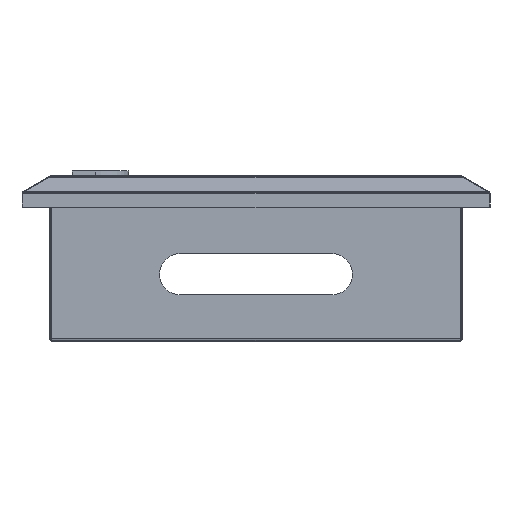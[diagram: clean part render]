
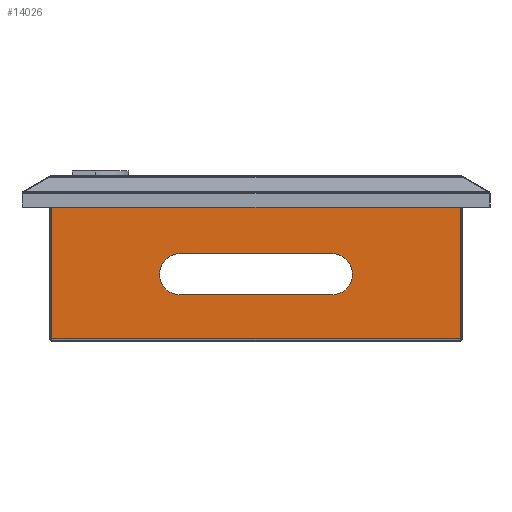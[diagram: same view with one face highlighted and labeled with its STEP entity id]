
A CAD part, front view. The second image highlights one B-rep face of the part: STEP entity #14026.
In plain terms, the highlighted planar face has unit normal (0, -1, 0).
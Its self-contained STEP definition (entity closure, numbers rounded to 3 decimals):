
#1522 = CARTESIAN_POINT ( 'NONE',  ( -148.24, -240.32, 115.84 ) ) ;
#1771 = CARTESIAN_POINT ( 'NONE',  ( 148.24, -240.32, 1. ) ) ;
#2844 = ORIENTED_EDGE ( 'NONE', *, *, #20764, .T. ) ;
#2891 = FACE_BOUND ( 'NONE', #19503, .T. ) ;
#3075 = ORIENTED_EDGE ( 'NONE', *, *, #30334, .T. ) ;
#3227 = DIRECTION ( 'NONE',  ( 0., 1., 0. ) ) ;
#3391 = AXIS2_PLACEMENT_3D ( 'NONE', #24325, #29716, #19135 ) ;
#3399 = CARTESIAN_POINT ( 'NONE',  ( 100., -240.32, 98.29 ) ) ;
#3602 = AXIS2_PLACEMENT_3D ( 'NONE', #14163, #30818, #19347 ) ;
#3756 = DIRECTION ( 'NONE',  ( 0., 0., -1. ) ) ;
#4136 = DIRECTION ( 'NONE',  ( 0., 1., 0. ) ) ;
#4979 = CARTESIAN_POINT ( 'NONE',  ( -148.24, -240.32, 1. ) ) ;
#5178 = CARTESIAN_POINT ( 'NONE',  ( -100., -240.32, 98.29 ) ) ;
#5327 = VERTEX_POINT ( 'NONE', #1771 ) ;
#5494 = EDGE_CURVE ( 'NONE', #15703, #26445, #14096, .T. ) ;
#5928 = CIRCLE ( 'NONE', #25869, 3.25 ) ;
#5978 = CARTESIAN_POINT ( 'NONE',  ( 0., -240.32, 62.824 ) ) ;
#6103 = LINE ( 'NONE', #11637, #25837 ) ;
#6256 = EDGE_CURVE ( 'NONE', #31702, #7753, #12519, .T. ) ;
#6449 = DIRECTION ( 'NONE',  ( 0., 0., 1. ) ) ;
#6969 = CARTESIAN_POINT ( 'NONE',  ( 142.745, -240.32, 115.84 ) ) ;
#7360 = VECTOR ( 'NONE', #33720, 1000. ) ;
#7373 = CARTESIAN_POINT ( 'NONE',  ( 55., -240.32, 32.824 ) ) ;
#7753 = VERTEX_POINT ( 'NONE', #27712 ) ;
#8054 = DIRECTION ( 'NONE',  ( 0., 0., 1. ) ) ;
#8349 = VERTEX_POINT ( 'NONE', #30875 ) ;
#8632 = DIRECTION ( 'NONE',  ( -1., 0., 0. ) ) ;
#9992 = EDGE_CURVE ( 'NONE', #5327, #26445, #29806, .T. ) ;
#10128 = VERTEX_POINT ( 'NONE', #14213 ) ;
#10457 = AXIS2_PLACEMENT_3D ( 'NONE', #31945, #10796, #18628 ) ;
#10609 = EDGE_CURVE ( 'NONE', #16164, #8349, #18995, .T. ) ;
#10796 = DIRECTION ( 'NONE',  ( 0., 1., 0. ) ) ;
#11086 = VECTOR ( 'NONE', #31156, 1000. ) ;
#11579 = CARTESIAN_POINT ( 'NONE',  ( -100., -240.32, 104.79 ) ) ;
#11623 = VERTEX_POINT ( 'NONE', #29567 ) ;
#11637 = CARTESIAN_POINT ( 'NONE',  ( 135.745, -240.32, 112.107 ) ) ;
#11644 = ORIENTED_EDGE ( 'NONE', *, *, #27533, .T. ) ;
#11759 = CARTESIAN_POINT ( 'NONE',  ( -148.24, -240.32, 115.84 ) ) ;
#11844 = CARTESIAN_POINT ( 'NONE',  ( -100., -240.32, 101.54 ) ) ;
#12013 = LINE ( 'NONE', #33806, #11086 ) ;
#12519 = CIRCLE ( 'NONE', #25630, 15. ) ;
#12667 = DIRECTION ( 'NONE',  ( 0., -1., 0. ) ) ;
#13117 = EDGE_CURVE ( 'NONE', #31702, #8349, #33137, .T. ) ;
#13332 = DIRECTION ( 'NONE',  ( -1., 0., 0. ) ) ;
#13421 = FACE_OUTER_BOUND ( 'NONE', #29436, .T. ) ;
#13559 = CARTESIAN_POINT ( 'NONE',  ( -148.24, -240.32, 0. ) ) ;
#13961 = ORIENTED_EDGE ( 'NONE', *, *, #20439, .T. ) ;
#13985 = EDGE_CURVE ( 'NONE', #16164, #7753, #33099, .T. ) ;
#14026 = ADVANCED_FACE ( 'NONE', ( #27572, #21625, #13421, #2891 ), #24500, .F. ) ;
#14096 = LINE ( 'NONE', #13559, #30778 ) ;
#14163 = CARTESIAN_POINT ( 'NONE',  ( 55., -240.32, 47.824 ) ) ;
#14213 = CARTESIAN_POINT ( 'NONE',  ( 148.24, -240.32, 115.84 ) ) ;
#14406 = AXIS2_PLACEMENT_3D ( 'NONE', #16958, #3227, #27363 ) ;
#14460 = LINE ( 'NONE', #29747, #17079 ) ;
#15703 = VERTEX_POINT ( 'NONE', #34726 ) ;
#16035 = ORIENTED_EDGE ( 'NONE', *, *, #6256, .F. ) ;
#16164 = VERTEX_POINT ( 'NONE', #7373 ) ;
#16410 = ORIENTED_EDGE ( 'NONE', *, *, #30249, .T. ) ;
#16958 = CARTESIAN_POINT ( 'NONE',  ( 100., -240.32, 101.54 ) ) ;
#16966 = DIRECTION ( 'NONE',  ( 0., 0., 1. ) ) ;
#17079 = VECTOR ( 'NONE', #6449, 1000. ) ;
#17315 = CARTESIAN_POINT ( 'NONE',  ( -55., -240.32, 62.824 ) ) ;
#17709 = VERTEX_POINT ( 'NONE', #3399 ) ;
#18167 = VECTOR ( 'NONE', #8632, 1000. ) ;
#18315 = EDGE_CURVE ( 'NONE', #25061, #28061, #33840, .T. ) ;
#18341 = ORIENTED_EDGE ( 'NONE', *, *, #13117, .T. ) ;
#18391 = CIRCLE ( 'NONE', #14406, 3.25 ) ;
#18628 = DIRECTION ( 'NONE',  ( 0., 0., 1. ) ) ;
#18689 = VECTOR ( 'NONE', #35084, 1000. ) ;
#18749 = EDGE_CURVE ( 'NONE', #17709, #28228, #5928, .T. ) ;
#18829 = VERTEX_POINT ( 'NONE', #5178 ) ;
#18859 = CARTESIAN_POINT ( 'NONE',  ( 0., -240.32, 1. ) ) ;
#18995 = CIRCLE ( 'NONE', #3602, 15. ) ;
#19090 = DIRECTION ( 'NONE',  ( 0., 1., 0. ) ) ;
#19102 = DIRECTION ( 'NONE',  ( 0., 0., -1. ) ) ;
#19135 = DIRECTION ( 'NONE',  ( 0., 0., 1. ) ) ;
#19347 = DIRECTION ( 'NONE',  ( 0., 0., -1. ) ) ;
#19503 = EDGE_LOOP ( 'NONE', ( #18341, #34535, #29191, #16035 ) ) ;
#19648 = DIRECTION ( 'NONE',  ( 0., 0., 1. ) ) ;
#20111 = LINE ( 'NONE', #11759, #23322 ) ;
#20439 = EDGE_CURVE ( 'NONE', #33195, #25061, #12013, .T. ) ;
#20764 = EDGE_CURVE ( 'NONE', #28061, #11623, #6103, .T. ) ;
#21625 = FACE_BOUND ( 'NONE', #33834, .T. ) ;
#22319 = CARTESIAN_POINT ( 'NONE',  ( -100., -240.32, 101.54 ) ) ;
#22867 = ORIENTED_EDGE ( 'NONE', *, *, #18749, .T. ) ;
#23322 = VECTOR ( 'NONE', #28374, 1000. ) ;
#24325 = CARTESIAN_POINT ( 'NONE',  ( 0., -240.32, 0. ) ) ;
#24500 = PLANE ( 'NONE',  #3391 ) ;
#24804 = CARTESIAN_POINT ( 'NONE',  ( 135.745, -240.32, 112.107 ) ) ;
#25061 = VERTEX_POINT ( 'NONE', #32959 ) ;
#25268 = ORIENTED_EDGE ( 'NONE', *, *, #32444, .T. ) ;
#25630 = AXIS2_PLACEMENT_3D ( 'NONE', #31811, #12667, #3756 ) ;
#25651 = LINE ( 'NONE', #1522, #7360 ) ;
#25826 = CIRCLE ( 'NONE', #29288, 3.25 ) ;
#25837 = VECTOR ( 'NONE', #16966, 1000. ) ;
#25869 = AXIS2_PLACEMENT_3D ( 'NONE', #27526, #19090, #8054 ) ;
#26445 = VERTEX_POINT ( 'NONE', #4979 ) ;
#26686 = EDGE_CURVE ( 'NONE', #11623, #15703, #25651, .T. ) ;
#26847 = EDGE_CURVE ( 'NONE', #10128, #33195, #20111, .T. ) ;
#27214 = ORIENTED_EDGE ( 'NONE', *, *, #9992, .F. ) ;
#27363 = DIRECTION ( 'NONE',  ( 0., 0., 1. ) ) ;
#27526 = CARTESIAN_POINT ( 'NONE',  ( 100., -240.32, 101.54 ) ) ;
#27533 = EDGE_CURVE ( 'NONE', #5327, #10128, #14460, .T. ) ;
#27572 = FACE_BOUND ( 'NONE', #32807, .T. ) ;
#27712 = CARTESIAN_POINT ( 'NONE',  ( -55., -240.32, 32.824 ) ) ;
#27749 = CARTESIAN_POINT ( 'NONE',  ( 0., -240.32, 32.824 ) ) ;
#28061 = VERTEX_POINT ( 'NONE', #24804 ) ;
#28228 = VERTEX_POINT ( 'NONE', #30901 ) ;
#28374 = DIRECTION ( 'NONE',  ( -1., 0., 0. ) ) ;
#29191 = ORIENTED_EDGE ( 'NONE', *, *, #13985, .T. ) ;
#29288 = AXIS2_PLACEMENT_3D ( 'NONE', #22319, #33257, #19648 ) ;
#29299 = VECTOR ( 'NONE', #13332, 1000. ) ;
#29373 = VERTEX_POINT ( 'NONE', #11579 ) ;
#29436 = EDGE_LOOP ( 'NONE', ( #31874, #13961, #32666, #2844, #31816, #33162, #27214, #11644 ) ) ;
#29567 = CARTESIAN_POINT ( 'NONE',  ( 135.745, -240.32, 115.84 ) ) ;
#29716 = DIRECTION ( 'NONE',  ( 0., 1., 0. ) ) ;
#29747 = CARTESIAN_POINT ( 'NONE',  ( 148.24, -240.32, 115.84 ) ) ;
#29806 = LINE ( 'NONE', #18859, #29299 ) ;
#30249 = EDGE_CURVE ( 'NONE', #28228, #17709, #18391, .T. ) ;
#30334 = EDGE_CURVE ( 'NONE', #29373, #18829, #25826, .T. ) ;
#30637 = DIRECTION ( 'NONE',  ( 0., 0., 1. ) ) ;
#30778 = VECTOR ( 'NONE', #19102, 1000. ) ;
#30818 = DIRECTION ( 'NONE',  ( 0., -1., 0. ) ) ;
#30845 = CIRCLE ( 'NONE', #33669, 3.25 ) ;
#30875 = CARTESIAN_POINT ( 'NONE',  ( 55., -240.32, 62.824 ) ) ;
#30901 = CARTESIAN_POINT ( 'NONE',  ( 100., -240.32, 104.79 ) ) ;
#31156 = DIRECTION ( 'NONE',  ( 0., 0., -1. ) ) ;
#31702 = VERTEX_POINT ( 'NONE', #17315 ) ;
#31811 = CARTESIAN_POINT ( 'NONE',  ( -55., -240.32, 47.824 ) ) ;
#31816 = ORIENTED_EDGE ( 'NONE', *, *, #26686, .T. ) ;
#31874 = ORIENTED_EDGE ( 'NONE', *, *, #26847, .T. ) ;
#31945 = CARTESIAN_POINT ( 'NONE',  ( 139.245, -240.32, 112.107 ) ) ;
#32444 = EDGE_CURVE ( 'NONE', #18829, #29373, #30845, .T. ) ;
#32666 = ORIENTED_EDGE ( 'NONE', *, *, #18315, .T. ) ;
#32807 = EDGE_LOOP ( 'NONE', ( #16410, #22867 ) ) ;
#32959 = CARTESIAN_POINT ( 'NONE',  ( 142.745, -240.32, 112.107 ) ) ;
#33099 = LINE ( 'NONE', #27749, #18167 ) ;
#33137 = LINE ( 'NONE', #5978, #18689 ) ;
#33162 = ORIENTED_EDGE ( 'NONE', *, *, #5494, .T. ) ;
#33195 = VERTEX_POINT ( 'NONE', #6969 ) ;
#33257 = DIRECTION ( 'NONE',  ( 0., 1., 0. ) ) ;
#33669 = AXIS2_PLACEMENT_3D ( 'NONE', #11844, #4136, #30637 ) ;
#33720 = DIRECTION ( 'NONE',  ( -1., 0., 0. ) ) ;
#33806 = CARTESIAN_POINT ( 'NONE',  ( 142.745, -240.32, 112.107 ) ) ;
#33834 = EDGE_LOOP ( 'NONE', ( #3075, #25268 ) ) ;
#33840 = CIRCLE ( 'NONE', #10457, 3.5 ) ;
#34535 = ORIENTED_EDGE ( 'NONE', *, *, #10609, .F. ) ;
#34726 = CARTESIAN_POINT ( 'NONE',  ( -148.24, -240.32, 115.84 ) ) ;
#35084 = DIRECTION ( 'NONE',  ( 1., 0., 0. ) ) ;
